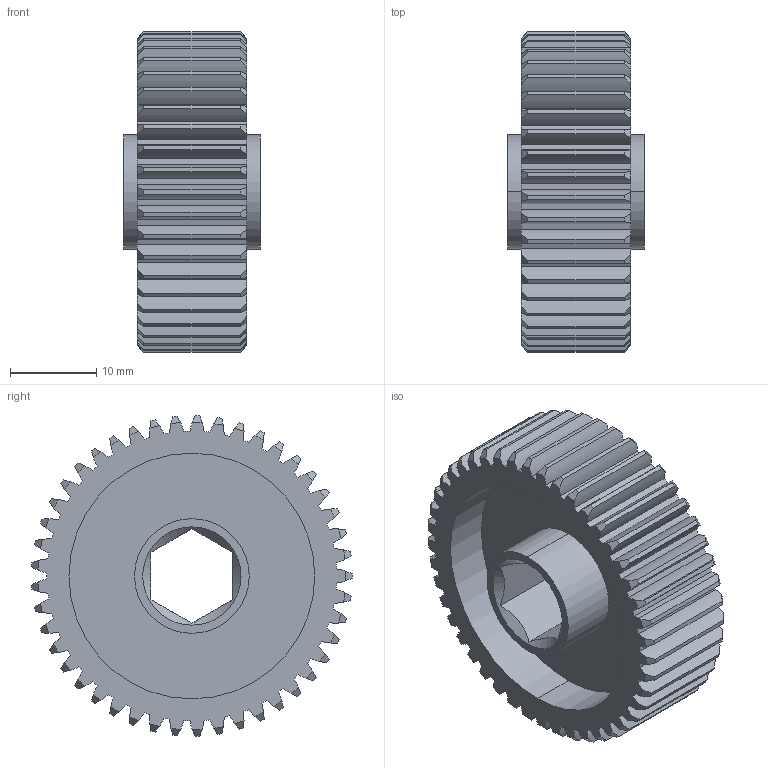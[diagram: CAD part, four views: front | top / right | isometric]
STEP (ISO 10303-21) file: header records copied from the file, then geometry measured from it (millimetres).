
FILE_DESCRIPTION (( 'STEP AP203' ), '1' );
FILE_NAME ('am-3694 45T 32DP 375HEX 500FW.STEP', '2022-06-16T14:13:54', ( '' ), ( '' ), 'SwSTEP 2.0', 'SolidWorks 2021', '' );
FILE_SCHEMA (( 'CONFIG_CONTROL_DESIGN' ));
Length unit declared in the file: inch
Products named in the file (1): am-3694 45T 32DP 375HEX 500FW
Bounding box: 15.88 x 37.28 x 37.3 mm (x, y, z)
Volume: 6601.6 mm3; surface area: 6585.6 mm2
Topology: 1 solids, 1 shells, 298 faces, 872 edges, 580 vertices
Faces by surface type: cylinder 192, cone 94, plane 12
Entity records: 10521 total; most frequent: CARTESIAN_POINT 2443, DIRECTION 1748, ORIENTED_EDGE 1744, EDGE_CURVE 872, AXIS2_PLACEMENT_3D 773, VERTEX_POINT 580, CIRCLE 474, EDGE_LOOP 304
